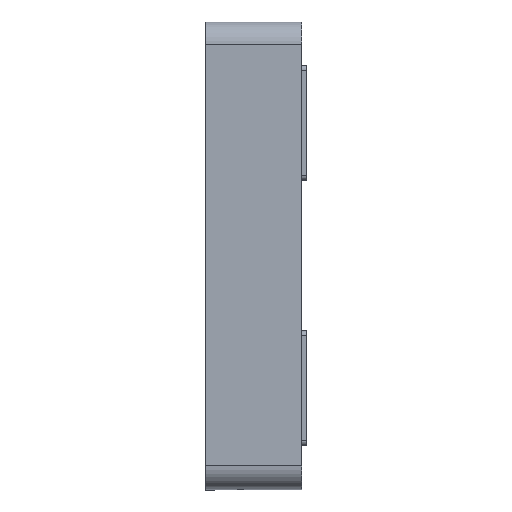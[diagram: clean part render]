
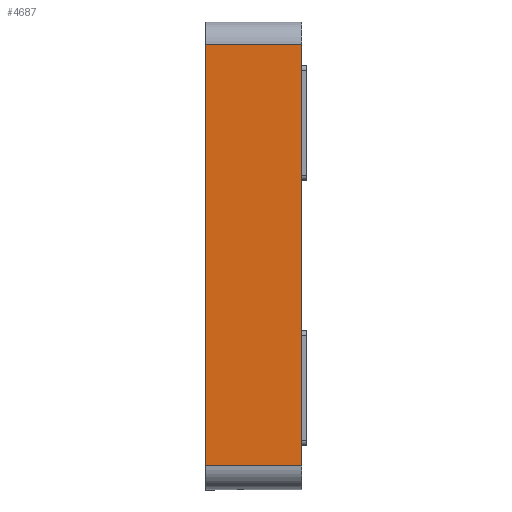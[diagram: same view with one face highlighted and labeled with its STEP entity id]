
A CAD part, top view. The second image highlights one B-rep face of the part: STEP entity #4687.
In plain terms, the highlighted planar face has unit normal (0, 0, 1).
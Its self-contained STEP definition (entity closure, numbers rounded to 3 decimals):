
#258=PLANE('',#5260);
#530=FACE_OUTER_BOUND('',#867,.T.);
#867=EDGE_LOOP('',(#4056,#4057,#4058,#4059));
#1226=LINE('',#8727,#1560);
#1228=LINE('',#8733,#1562);
#1229=LINE('',#8735,#1563);
#1230=LINE('',#8736,#1564);
#1560=VECTOR('',#6642,10.);
#1562=VECTOR('',#6648,10.);
#1563=VECTOR('',#6649,10.);
#1564=VECTOR('',#6650,10.);
#2282=VERTEX_POINT('',#8724);
#2283=VERTEX_POINT('',#8726);
#2285=VERTEX_POINT('',#8732);
#2286=VERTEX_POINT('',#8734);
#2912=EDGE_CURVE('',#2282,#2283,#1226,.T.);
#2915=EDGE_CURVE('',#2285,#2282,#1228,.T.);
#2916=EDGE_CURVE('',#2286,#2285,#1229,.T.);
#2917=EDGE_CURVE('',#2286,#2283,#1230,.T.);
#4056=ORIENTED_EDGE('',*,*,#2912,.F.);
#4057=ORIENTED_EDGE('',*,*,#2915,.F.);
#4058=ORIENTED_EDGE('',*,*,#2916,.F.);
#4059=ORIENTED_EDGE('',*,*,#2917,.T.);
#4687=ADVANCED_FACE('',(#530),#258,.T.);
#5260=AXIS2_PLACEMENT_3D('',#8731,#6646,#6647);
#6642=DIRECTION('',(-1.,0.,0.));
#6646=DIRECTION('center_axis',(0.,0.,1.));
#6647=DIRECTION('ref_axis',(0.,-1.,0.));
#6648=DIRECTION('',(0.,-1.,0.));
#6649=DIRECTION('',(1.,0.,0.));
#6650=DIRECTION('',(0.,-1.,0.));
#8724=CARTESIAN_POINT('',(21.,-46.,75.));
#8726=CARTESIAN_POINT('',(0.,-46.,75.));
#8727=CARTESIAN_POINT('',(0.,-46.,75.));
#8731=CARTESIAN_POINT('Origin',(0.,51.,75.));
#8732=CARTESIAN_POINT('',(21.,46.,75.));
#8733=CARTESIAN_POINT('',(21.,51.,75.));
#8734=CARTESIAN_POINT('',(0.,46.,75.));
#8735=CARTESIAN_POINT('',(0.,46.,75.));
#8736=CARTESIAN_POINT('',(0.,51.,75.));
